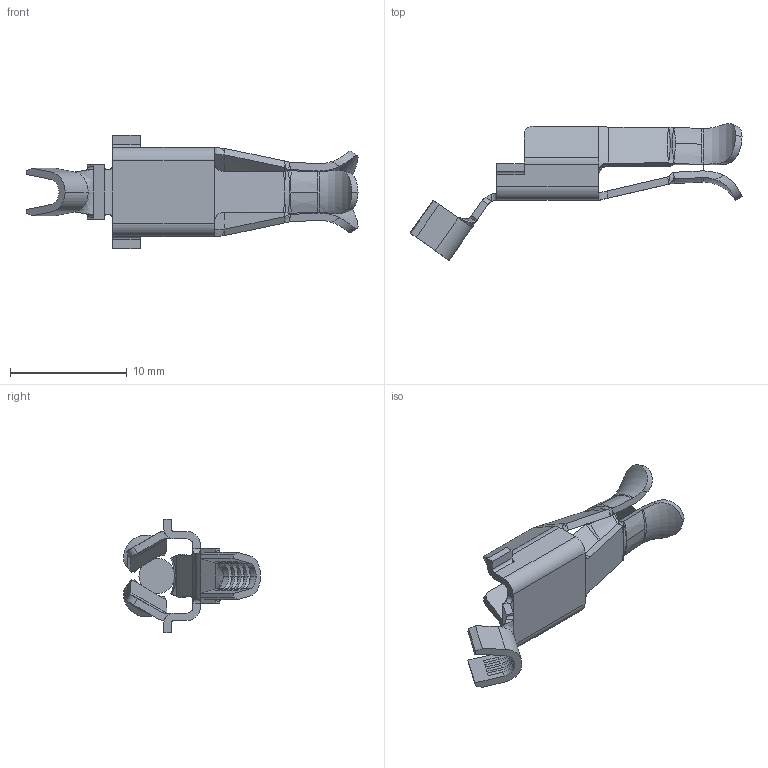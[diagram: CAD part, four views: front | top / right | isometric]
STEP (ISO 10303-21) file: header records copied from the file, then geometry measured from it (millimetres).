
FILE_DESCRIPTION (( 'STEP AP203' ), '1' );
FILE_NAME ('09624.STEP', '2015-01-20T16:23:26', ( '' ), ( '' ), 'SwSTEP 2.0', 'SolidWorks 2014', '' );
FILE_SCHEMA (( 'CONFIG_CONTROL_DESIGN' ));
Length unit declared in the file: inch
Products named in the file (1): 09624
Bounding box: 28.42 x 11.72 x 9.75 mm (x, y, z)
Volume: 206.9 mm3; surface area: 776.8 mm2
Topology: 2 solids, 2 shells, 230 faces, 652 edges, 396 vertices
Faces by surface type: plane 81, bspline 79, cylinder 34, cone 24, torus 12
Entity records: 9607 total; most frequent: CARTESIAN_POINT 4386, ORIENTED_EDGE 1244, DIRECTION 827, EDGE_CURVE 622, VERTEX_POINT 396, VECTOR 285, LINE 285, AXIS2_PLACEMENT_3D 271
